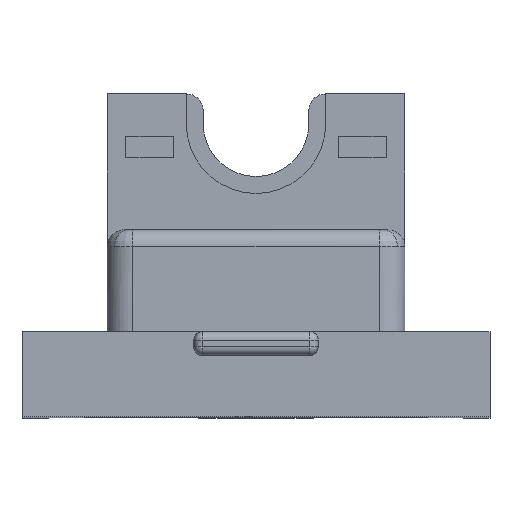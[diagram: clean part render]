
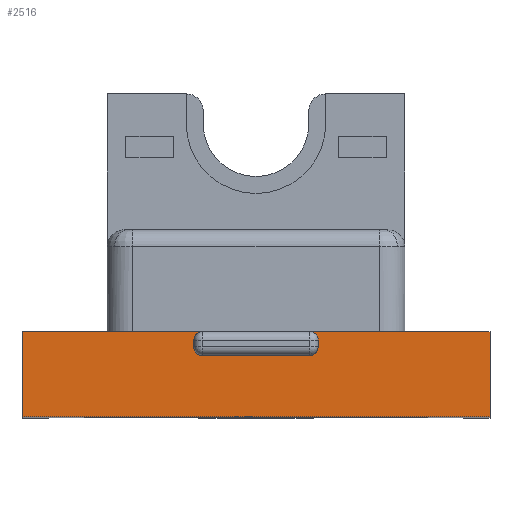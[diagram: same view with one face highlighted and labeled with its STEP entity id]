
A CAD part, top view. The second image highlights one B-rep face of the part: STEP entity #2516.
In plain terms, the highlighted planar face has unit normal (0, 0, 1).
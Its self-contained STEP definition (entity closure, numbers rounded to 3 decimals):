
#1155=CARTESIAN_POINT('Vertex',(-27.5,10.,46.5)) ;
#1158=CARTESIAN_POINT('Line Origine',(-17.4,10.,46.5)) ;
#1162=CARTESIAN_POINT('Vertex',(-7.3,10.,46.5)) ;
#1165=CARTESIAN_POINT('Line Origine',(-6.8,10.,46.5)) ;
#1169=CARTESIAN_POINT('Vertex',(-6.3,10.,46.5)) ;
#1190=CARTESIAN_POINT('Vertex',(6.3,10.,46.5)) ;
#1193=CARTESIAN_POINT('Line Origine',(6.8,10.,46.5)) ;
#1197=CARTESIAN_POINT('Vertex',(7.3,10.,46.5)) ;
#1200=CARTESIAN_POINT('Line Origine',(17.4,10.,46.5)) ;
#1204=CARTESIAN_POINT('Vertex',(27.5,10.,46.5)) ;
#2420=CARTESIAN_POINT('Vertex',(-27.5,0.,46.5)) ;
#2423=CARTESIAN_POINT('Line Origine',(-27.5,5.,46.5)) ;
#2436=CARTESIAN_POINT('Axis2P3D Location',(27.5,0.,46.5)) ;
#2441=CARTESIAN_POINT('Line Origine',(0.,0.,46.5)) ;
#2445=CARTESIAN_POINT('Vertex',(27.5,0.,46.5)) ;
#2448=CARTESIAN_POINT('Line Origine',(27.5,5.,46.5)) ;
#2453=CARTESIAN_POINT('Axis2P3D Location',(6.3,9.,46.5)) ;
#2457=CARTESIAN_POINT('Vertex',(7.3,9.,46.5)) ;
#2460=CARTESIAN_POINT('Line Origine',(7.3,8.6,46.5)) ;
#2464=CARTESIAN_POINT('Vertex',(7.3,8.2,46.5)) ;
#2467=CARTESIAN_POINT('Axis2P3D Location',(6.3,8.2,46.5)) ;
#2471=CARTESIAN_POINT('Vertex',(6.3,7.2,46.5)) ;
#2474=CARTESIAN_POINT('Line Origine',(0.,7.2,46.5)) ;
#2478=CARTESIAN_POINT('Vertex',(-6.3,7.2,46.5)) ;
#2481=CARTESIAN_POINT('Axis2P3D Location',(-6.3,8.2,46.5)) ;
#2485=CARTESIAN_POINT('Vertex',(-7.3,8.2,46.5)) ;
#2488=CARTESIAN_POINT('Line Origine',(-7.3,8.6,46.5)) ;
#2492=CARTESIAN_POINT('Vertex',(-7.3,9.,46.5)) ;
#2495=CARTESIAN_POINT('Axis2P3D Location',(-6.3,9.,46.5)) ;
#1160=VECTOR('Line Direction',#1159,1.) ;
#1167=VECTOR('Line Direction',#1166,1.) ;
#1195=VECTOR('Line Direction',#1194,1.) ;
#1202=VECTOR('Line Direction',#1201,1.) ;
#2425=VECTOR('Line Direction',#2424,1.) ;
#2443=VECTOR('Line Direction',#2442,1.) ;
#2450=VECTOR('Line Direction',#2449,1.) ;
#2462=VECTOR('Line Direction',#2461,1.) ;
#2476=VECTOR('Line Direction',#2475,1.) ;
#2490=VECTOR('Line Direction',#2489,1.) ;
#1159=DIRECTION('Vector Direction',(-1.,0.,0.)) ;
#1166=DIRECTION('Vector Direction',(-1.,0.,0.)) ;
#1194=DIRECTION('Vector Direction',(-1.,0.,0.)) ;
#1201=DIRECTION('Vector Direction',(-1.,0.,0.)) ;
#2424=DIRECTION('Vector Direction',(0.,1.,0.)) ;
#2437=DIRECTION('Axis2P3D Direction',(0.,0.,-1.)) ;
#2438=DIRECTION('Axis2P3D XDirection',(-1.,0.,0.)) ;
#2442=DIRECTION('Vector Direction',(-1.,0.,0.)) ;
#2449=DIRECTION('Vector Direction',(0.,1.,0.)) ;
#2454=DIRECTION('Axis2P3D Direction',(0.,0.,-1.)) ;
#2461=DIRECTION('Vector Direction',(0.,1.,0.)) ;
#2468=DIRECTION('Axis2P3D Direction',(0.,0.,-1.)) ;
#2475=DIRECTION('Vector Direction',(-1.,0.,0.)) ;
#2482=DIRECTION('Axis2P3D Direction',(0.,0.,-1.)) ;
#2489=DIRECTION('Vector Direction',(0.,-1.,0.)) ;
#2496=DIRECTION('Axis2P3D Direction',(0.,0.,-1.)) ;
#2439=AXIS2_PLACEMENT_3D('Plane Axis2P3D',#2436,#2437,#2438) ;
#2455=AXIS2_PLACEMENT_3D('Circle Axis2P3D',#2453,#2454,$) ;
#2469=AXIS2_PLACEMENT_3D('Circle Axis2P3D',#2467,#2468,$) ;
#2483=AXIS2_PLACEMENT_3D('Circle Axis2P3D',#2481,#2482,$) ;
#2497=AXIS2_PLACEMENT_3D('Circle Axis2P3D',#2495,#2496,$) ;
#1161=LINE('Line',#1158,#1160) ;
#1168=LINE('Line',#1165,#1167) ;
#1196=LINE('Line',#1193,#1195) ;
#1203=LINE('Line',#1200,#1202) ;
#2426=LINE('Line',#2423,#2425) ;
#2444=LINE('Line',#2441,#2443) ;
#2451=LINE('Line',#2448,#2450) ;
#2463=LINE('Line',#2460,#2462) ;
#2477=LINE('Line',#2474,#2476) ;
#2491=LINE('Line',#2488,#2490) ;
#2456=CIRCLE('generated circle',#2455,1.) ;
#2470=CIRCLE('generated circle',#2469,1.) ;
#2484=CIRCLE('generated circle',#2483,1.) ;
#2498=CIRCLE('generated circle',#2497,1.) ;
#2440=PLANE('',#2439) ;
#1164=EDGE_CURVE('',#1156,#1163,#1161,.F.) ;
#1171=EDGE_CURVE('',#1170,#1163,#1168,.T.) ;
#1199=EDGE_CURVE('',#1198,#1191,#1196,.T.) ;
#1206=EDGE_CURVE('',#1198,#1205,#1203,.F.) ;
#2427=EDGE_CURVE('',#2421,#1156,#2426,.T.) ;
#2447=EDGE_CURVE('',#2421,#2446,#2444,.F.) ;
#2452=EDGE_CURVE('',#2446,#1205,#2451,.T.) ;
#2459=EDGE_CURVE('',#2458,#1191,#2456,.F.) ;
#2466=EDGE_CURVE('',#2465,#2458,#2463,.T.) ;
#2473=EDGE_CURVE('',#2472,#2465,#2470,.F.) ;
#2480=EDGE_CURVE('',#2479,#2472,#2477,.F.) ;
#2487=EDGE_CURVE('',#2486,#2479,#2484,.F.) ;
#2494=EDGE_CURVE('',#2493,#2486,#2491,.T.) ;
#2499=EDGE_CURVE('',#1170,#2493,#2498,.F.) ;
#2500=EDGE_LOOP('',(#2501,#2502,#2503,#2504,#2505,#2506,#2507,#2508,#2509,#2510,#2511,#2512,#2513,#2514)) ;
#2501=ORIENTED_EDGE('',*,*,#1164,.F.) ;
#2502=ORIENTED_EDGE('',*,*,#2427,.F.) ;
#2503=ORIENTED_EDGE('',*,*,#2447,.T.) ;
#2504=ORIENTED_EDGE('',*,*,#2452,.T.) ;
#2505=ORIENTED_EDGE('',*,*,#1206,.F.) ;
#2506=ORIENTED_EDGE('',*,*,#1199,.T.) ;
#2507=ORIENTED_EDGE('',*,*,#2459,.F.) ;
#2508=ORIENTED_EDGE('',*,*,#2466,.F.) ;
#2509=ORIENTED_EDGE('',*,*,#2473,.F.) ;
#2510=ORIENTED_EDGE('',*,*,#2480,.F.) ;
#2511=ORIENTED_EDGE('',*,*,#2487,.F.) ;
#2512=ORIENTED_EDGE('',*,*,#2494,.F.) ;
#2513=ORIENTED_EDGE('',*,*,#2499,.F.) ;
#2514=ORIENTED_EDGE('',*,*,#1171,.T.) ;
#1156=VERTEX_POINT('',#1155) ;
#1163=VERTEX_POINT('',#1162) ;
#1170=VERTEX_POINT('',#1169) ;
#1191=VERTEX_POINT('',#1190) ;
#1198=VERTEX_POINT('',#1197) ;
#1205=VERTEX_POINT('',#1204) ;
#2421=VERTEX_POINT('',#2420) ;
#2446=VERTEX_POINT('',#2445) ;
#2458=VERTEX_POINT('',#2457) ;
#2465=VERTEX_POINT('',#2464) ;
#2472=VERTEX_POINT('',#2471) ;
#2479=VERTEX_POINT('',#2478) ;
#2486=VERTEX_POINT('',#2485) ;
#2493=VERTEX_POINT('',#2492) ;
#2516=ADVANCED_FACE('Corps principal',(#2515),#2440,.F.) ;
#2515=FACE_OUTER_BOUND('',#2500,.T.) ;
